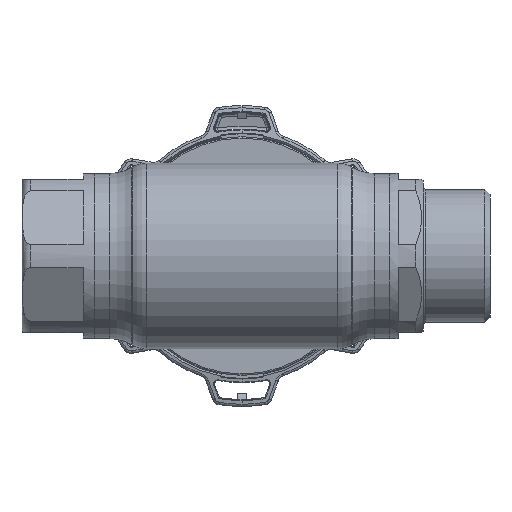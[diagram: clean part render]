
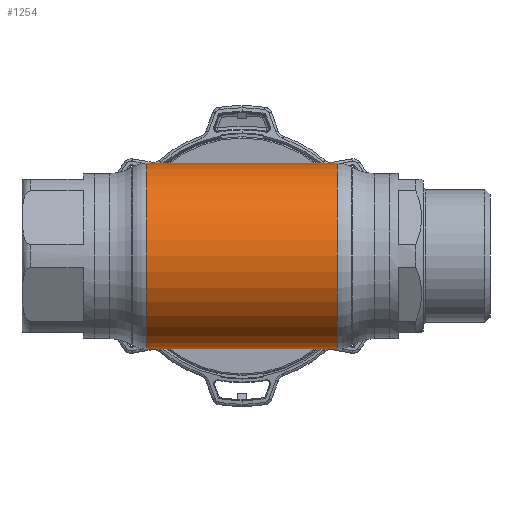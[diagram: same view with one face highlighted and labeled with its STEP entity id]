
A CAD part, front view. The second image highlights one B-rep face of the part: STEP entity #1254.
In plain terms, the highlighted cylindrical face has radius 33.34 mm (diameter 66.68 mm), a partial arc.
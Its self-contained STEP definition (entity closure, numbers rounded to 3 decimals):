
#504 = AXIS2_PLACEMENT_3D ( 'NONE', #15632, #17800, #8033 ) ;
#1127 = FACE_OUTER_BOUND ( 'NONE', #7997, .T. ) ;
#1148 = VERTEX_POINT ( 'NONE', #5695 ) ;
#1254 = ADVANCED_FACE ( 'NONE', ( #1127 ), #32237, .T. ) ;
#3939 = VERTEX_POINT ( 'NONE', #24991 ) ;
#4291 = DIRECTION ( 'NONE',  ( -1., 0., 0. ) ) ;
#4467 = VERTEX_POINT ( 'NONE', #21217 ) ;
#4769 = ORIENTED_EDGE ( 'NONE', *, *, #19001, .T. ) ;
#5695 = CARTESIAN_POINT ( 'NONE',  ( -34.177, 0., 33.34 ) ) ;
#6132 = VECTOR ( 'NONE', #11731, 1000. ) ;
#6970 = AXIS2_PLACEMENT_3D ( 'NONE', #17630, #33397, #14800 ) ;
#7997 = EDGE_LOOP ( 'NONE', ( #13692, #4769, #21234, #17136 ) ) ;
#8033 = DIRECTION ( 'NONE',  ( 0., 0., 1. ) ) ;
#11234 = LINE ( 'NONE', #19314, #6132 ) ;
#11708 = LINE ( 'NONE', #22040, #21817 ) ;
#11731 = DIRECTION ( 'NONE',  ( -1., 0., 0. ) ) ;
#13692 = ORIENTED_EDGE ( 'NONE', *, *, #19309, .F. ) ;
#14551 = AXIS2_PLACEMENT_3D ( 'NONE', #15329, #30404, #27841 ) ;
#14800 = DIRECTION ( 'NONE',  ( 0., 0., 1. ) ) ;
#15329 = CARTESIAN_POINT ( 'NONE',  ( -34.177, 0., 0. ) ) ;
#15632 = CARTESIAN_POINT ( 'NONE',  ( 34.177, 0., 0. ) ) ;
#17136 = ORIENTED_EDGE ( 'NONE', *, *, #27395, .F. ) ;
#17630 = CARTESIAN_POINT ( 'NONE',  ( -62.69, 0., 0. ) ) ;
#17800 = DIRECTION ( 'NONE',  ( -1., 0., 0. ) ) ;
#19001 = EDGE_CURVE ( 'NONE', #4467, #3939, #30771, .T. ) ;
#19309 = EDGE_CURVE ( 'NONE', #4467, #20726, #11234, .T. ) ;
#19314 = CARTESIAN_POINT ( 'NONE',  ( -62.69, 0., -33.34 ) ) ;
#20726 = VERTEX_POINT ( 'NONE', #28280 ) ;
#21217 = CARTESIAN_POINT ( 'NONE',  ( 34.177, 0., -33.34 ) ) ;
#21234 = ORIENTED_EDGE ( 'NONE', *, *, #32551, .T. ) ;
#21817 = VECTOR ( 'NONE', #4291, 1000. ) ;
#22040 = CARTESIAN_POINT ( 'NONE',  ( -62.69, 0., 33.34 ) ) ;
#24991 = CARTESIAN_POINT ( 'NONE',  ( 34.177, 0., 33.34 ) ) ;
#27395 = EDGE_CURVE ( 'NONE', #20726, #1148, #29666, .T. ) ;
#27841 = DIRECTION ( 'NONE',  ( 0., 0., 1. ) ) ;
#28280 = CARTESIAN_POINT ( 'NONE',  ( -34.177, 0., -33.34 ) ) ;
#29666 = CIRCLE ( 'NONE', #14551, 33.34 ) ;
#30404 = DIRECTION ( 'NONE',  ( -1., 0., 0. ) ) ;
#30771 = CIRCLE ( 'NONE', #504, 33.34 ) ;
#32237 = CYLINDRICAL_SURFACE ( 'NONE', #6970, 33.34 ) ;
#32551 = EDGE_CURVE ( 'NONE', #3939, #1148, #11708, .T. ) ;
#33397 = DIRECTION ( 'NONE',  ( -1., 0., 0. ) ) ;
